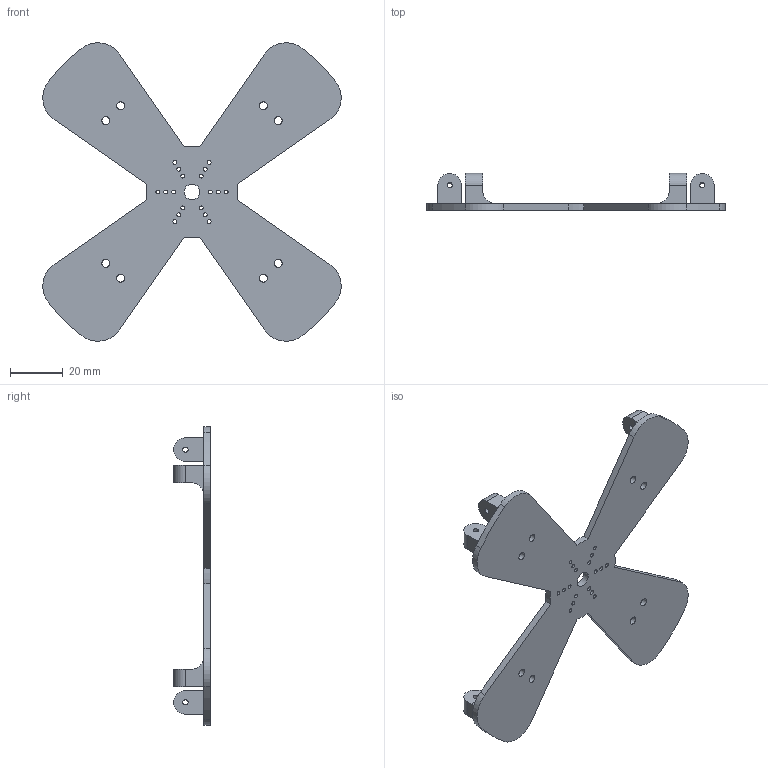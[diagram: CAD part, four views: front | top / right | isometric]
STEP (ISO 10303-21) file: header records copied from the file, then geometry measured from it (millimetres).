
FILE_DESCRIPTION(/* description */ (''),/* implementation_level */ '2;1');
FILE_NAME(/* name */ 'rotor_servo.step',/* time_stamp */ '2024-09-05T14:31:54-03:00',/* author */ (''),/* organization */ (''),/* preprocessor_version */ 'ST-DEVELOPER v20',/* originating_system */ 'Autodesk Translation Framework v13.14.0.145',/* authorisation */ '');
FILE_SCHEMA (('AUTOMOTIVE_DESIGN { 1 0 10303 214 3 1 1 }'));
Length unit declared in the file: millimetre
Products named in the file (1): rotor_servo
Bounding box: 113.42 x 14 x 113.42 mm (x, y, z)
Volume: 22307.2 mm3; surface area: 18314.7 mm2
Topology: 1 solids, 1 shells, 109 faces, 297 edges, 198 vertices
Faces by surface type: cylinder 67, plane 42
Full cylindrical faces by diameter (mm): 1.5 x18, 2 x8, 3 x8, 6 x1
Entity records: 3685 total; most frequent: DIRECTION 651, CARTESIAN_POINT 605, ORIENTED_EDGE 594, EDGE_CURVE 297, AXIS2_PLACEMENT_3D 244, VERTEX_POINT 198, EDGE_LOOP 187, LINE 163
